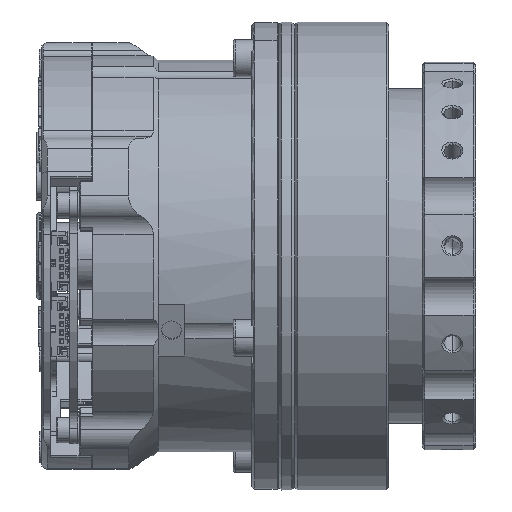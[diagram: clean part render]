
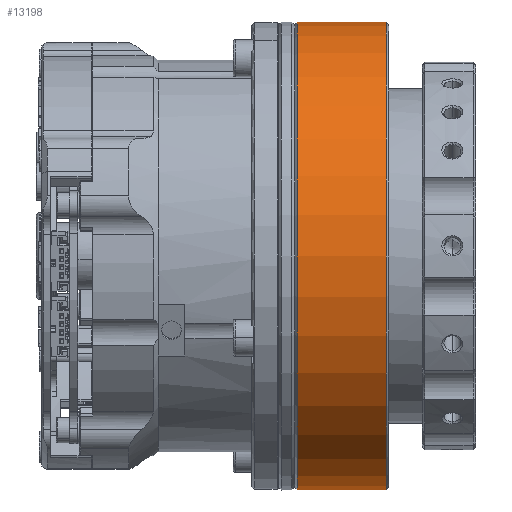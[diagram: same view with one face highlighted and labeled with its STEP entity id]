
A CAD part, front view. The second image highlights one B-rep face of the part: STEP entity #13198.
In plain terms, the highlighted cylindrical face has radius 35 mm (diameter 70 mm), a partial arc.
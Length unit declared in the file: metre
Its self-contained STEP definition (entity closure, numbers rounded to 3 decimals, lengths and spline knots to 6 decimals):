
#3403 = CARTESIAN_POINT ( 'NONE',  ( 0.008597, 0., 0. ) ) ;
#8661 = CARTESIAN_POINT ( 'NONE',  ( 0.032181, 0., 0.035 ) ) ;
#10396 = AXIS2_PLACEMENT_3D ( 'NONE', #78044, #51027, #20122 ) ;
#13198 = ADVANCED_FACE ( 'NONE', ( #49721 ), #17566, .T. ) ;
#15157 = AXIS2_PLACEMENT_3D ( 'NONE', #43377, #35372, #29433 ) ;
#17566 = CYLINDRICAL_SURFACE ( 'NONE', #15157, 0.035 ) ;
#17925 = CARTESIAN_POINT ( 'NONE',  ( 0.032181, 0., -0.035 ) ) ;
#20122 = DIRECTION ( 'NONE',  ( 0., 0., -1. ) ) ;
#23198 = VERTEX_POINT ( 'NONE', #57583 ) ;
#23309 = CARTESIAN_POINT ( 'NONE',  ( 0.021897, 0., 0.035 ) ) ;
#23399 = EDGE_CURVE ( 'NONE', #68584, #30921, #45965, .T. ) ;
#26415 = DIRECTION ( 'NONE',  ( 1., 0., 0. ) ) ;
#27485 = CARTESIAN_POINT ( 'NONE',  ( 0.008597, 0., 0.035 ) ) ;
#29433 = DIRECTION ( 'NONE',  ( 0., 0., -1. ) ) ;
#30163 = ORIENTED_EDGE ( 'NONE', *, *, #54169, .F. ) ;
#30921 = VERTEX_POINT ( 'NONE', #41405 ) ;
#35372 = DIRECTION ( 'NONE',  ( 1., 0., 0. ) ) ;
#41405 = CARTESIAN_POINT ( 'NONE',  ( 0.008597, 0., -0.035 ) ) ;
#41449 = DIRECTION ( 'NONE',  ( 1., 0., 0. ) ) ;
#42982 = ORIENTED_EDGE ( 'NONE', *, *, #61418, .T. ) ;
#43377 = CARTESIAN_POINT ( 'NONE',  ( 0.032181, 0., 0. ) ) ;
#43720 = DIRECTION ( 'NONE',  ( 1., 0., 0. ) ) ;
#45965 = CIRCLE ( 'NONE', #58116, 0.035 ) ;
#46867 = CIRCLE ( 'NONE', #10396, 0.035 ) ;
#49721 = FACE_OUTER_BOUND ( 'NONE', #80019, .T. ) ;
#51027 = DIRECTION ( 'NONE',  ( 1., 0., 0. ) ) ;
#52287 = VECTOR ( 'NONE', #43720, 1. ) ;
#52919 = ORIENTED_EDGE ( 'NONE', *, *, #23399, .T. ) ;
#54169 = EDGE_CURVE ( 'NONE', #68584, #77857, #77982, .T. ) ;
#57583 = CARTESIAN_POINT ( 'NONE',  ( 0.021897, 0., -0.035 ) ) ;
#58116 = AXIS2_PLACEMENT_3D ( 'NONE', #3403, #41449, #79087 ) ;
#59719 = EDGE_CURVE ( 'NONE', #77857, #23198, #46867, .T. ) ;
#61418 = EDGE_CURVE ( 'NONE', #30921, #23198, #64031, .T. ) ;
#64031 = LINE ( 'NONE', #17925, #52287 ) ;
#68584 = VERTEX_POINT ( 'NONE', #27485 ) ;
#76186 = ORIENTED_EDGE ( 'NONE', *, *, #59719, .F. ) ;
#77857 = VERTEX_POINT ( 'NONE', #23309 ) ;
#77982 = LINE ( 'NONE', #8661, #78663 ) ;
#78044 = CARTESIAN_POINT ( 'NONE',  ( 0.021897, 0., 0. ) ) ;
#78663 = VECTOR ( 'NONE', #26415, 1. ) ;
#79087 = DIRECTION ( 'NONE',  ( 0., 0., -1. ) ) ;
#80019 = EDGE_LOOP ( 'NONE', ( #30163, #52919, #42982, #76186 ) ) ;
